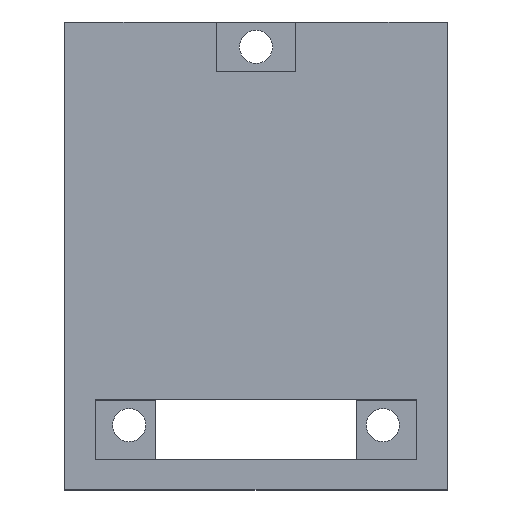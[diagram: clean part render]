
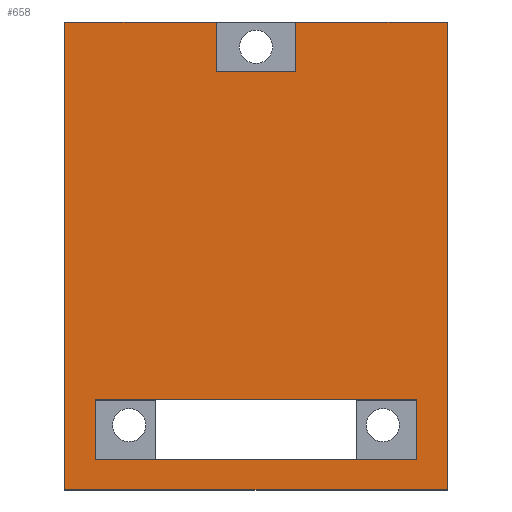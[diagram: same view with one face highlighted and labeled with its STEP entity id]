
A CAD part, top view. The second image highlights one B-rep face of the part: STEP entity #658.
In plain terms, the highlighted planar face has unit normal (0, 0, 1).
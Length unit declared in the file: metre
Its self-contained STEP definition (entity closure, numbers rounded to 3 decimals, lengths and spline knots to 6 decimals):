
#43=ORIENTED_EDGE('',*,*,#213,.T.);
#44=ORIENTED_EDGE('',*,*,#231,.T.);
#45=ORIENTED_EDGE('',*,*,#232,.T.);
#46=ORIENTED_EDGE('',*,*,#233,.F.);
#47=ORIENTED_EDGE('',*,*,#209,.T.);
#48=ORIENTED_EDGE('',*,*,#234,.T.);
#49=ORIENTED_EDGE('',*,*,#235,.F.);
#50=ORIENTED_EDGE('',*,*,#236,.F.);
#51=ORIENTED_EDGE('',*,*,#237,.F.);
#52=ORIENTED_EDGE('',*,*,#238,.F.);
#53=ORIENTED_EDGE('',*,*,#239,.T.);
#54=ORIENTED_EDGE('',*,*,#240,.T.);
#209=EDGE_CURVE('',#303,#304,#367,.T.);
#213=EDGE_CURVE('',#308,#307,#371,.T.);
#231=EDGE_CURVE('',#307,#325,#389,.T.);
#232=EDGE_CURVE('',#325,#326,#390,.T.);
#233=EDGE_CURVE('',#303,#326,#391,.T.);
#234=EDGE_CURVE('',#304,#327,#392,.T.);
#235=EDGE_CURVE('',#328,#327,#393,.T.);
#236=EDGE_CURVE('',#308,#328,#394,.T.);
#237=EDGE_CURVE('',#329,#330,#395,.T.);
#238=EDGE_CURVE('',#331,#329,#396,.T.);
#239=EDGE_CURVE('',#331,#332,#397,.T.);
#240=EDGE_CURVE('',#332,#330,#398,.T.);
#303=VERTEX_POINT('',#908);
#304=VERTEX_POINT('',#909);
#307=VERTEX_POINT('',#915);
#308=VERTEX_POINT('',#917);
#325=VERTEX_POINT('',#954);
#326=VERTEX_POINT('',#956);
#327=VERTEX_POINT('',#959);
#328=VERTEX_POINT('',#961);
#329=VERTEX_POINT('',#964);
#330=VERTEX_POINT('',#965);
#331=VERTEX_POINT('',#967);
#332=VERTEX_POINT('',#969);
#367=LINE('',#907,#455);
#371=LINE('',#916,#459);
#389=LINE('',#953,#477);
#390=LINE('',#955,#478);
#391=LINE('',#957,#479);
#392=LINE('',#958,#480);
#393=LINE('',#960,#481);
#394=LINE('',#962,#482);
#395=LINE('',#963,#483);
#396=LINE('',#966,#484);
#397=LINE('',#968,#485);
#398=LINE('',#970,#486);
#455=VECTOR('',#743,1.);
#459=VECTOR('',#747,1.);
#477=VECTOR('',#769,1.);
#478=VECTOR('',#770,1.);
#479=VECTOR('',#771,1.);
#480=VECTOR('',#772,1.);
#481=VECTOR('',#773,1.);
#482=VECTOR('',#774,1.);
#483=VECTOR('',#775,1.);
#484=VECTOR('',#776,1.);
#485=VECTOR('',#777,1.);
#486=VECTOR('',#778,1.);
#545=EDGE_LOOP('',(#43,#44,#45,#46,#47,#48,#49,#50));
#546=EDGE_LOOP('',(#51,#52,#53,#54));
#587=FACE_BOUND('',#545,.T.);
#588=FACE_BOUND('',#546,.T.);
#629=PLANE('',#703);
#658=ADVANCED_FACE('',(#587,#588),#629,.T.);
#703=AXIS2_PLACEMENT_3D('',#952,#767,#768);
#743=DIRECTION('',(-1.,0.,0.));
#747=DIRECTION('',(-1.,0.,0.));
#767=DIRECTION('',(0.,0.,1.));
#768=DIRECTION('',(1.,0.,0.));
#769=DIRECTION('',(0.,-1.,0.));
#770=DIRECTION('',(-1.,0.,0.));
#771=DIRECTION('',(0.,-1.,0.));
#772=DIRECTION('',(0.,-1.,0.));
#773=DIRECTION('',(-1.,0.,0.));
#774=DIRECTION('',(0.,-1.,0.));
#775=DIRECTION('',(0.,-1.,0.));
#776=DIRECTION('',(-1.,0.,0.));
#777=DIRECTION('',(0.,-1.,0.));
#778=DIRECTION('',(-1.,0.,0.));
#907=CARTESIAN_POINT('',(-0.046614,0.020584,0.007));
#908=CARTESIAN_POINT('',(-0.050564,0.020584,0.007));
#909=CARTESIAN_POINT('',(-0.065614,0.020584,0.007));
#915=CARTESIAN_POINT('',(-0.042664,0.020584,0.007));
#916=CARTESIAN_POINT('',(-0.046614,0.020584,0.007));
#917=CARTESIAN_POINT('',(-0.027614,0.020584,0.007));
#952=CARTESIAN_POINT('',(-0.046614,-0.002666,0.007));
#953=CARTESIAN_POINT('',(-0.042664,0.018134,0.007));
#954=CARTESIAN_POINT('',(-0.042664,0.015684,0.007));
#955=CARTESIAN_POINT('',(-0.046614,0.015684,0.007));
#956=CARTESIAN_POINT('',(-0.050564,0.015684,0.007));
#957=CARTESIAN_POINT('',(-0.050564,0.018134,0.007));
#958=CARTESIAN_POINT('',(-0.065614,-0.000666,0.007));
#959=CARTESIAN_POINT('',(-0.065614,-0.025916,0.007));
#960=CARTESIAN_POINT('',(-0.046614,-0.025916,0.007));
#961=CARTESIAN_POINT('',(-0.027614,-0.025916,0.007));
#962=CARTESIAN_POINT('',(-0.027614,-0.000666,0.007));
#963=CARTESIAN_POINT('',(-0.062614,-0.019466,0.007));
#964=CARTESIAN_POINT('',(-0.062614,-0.016916,0.007));
#965=CARTESIAN_POINT('',(-0.062614,-0.022916,0.007));
#966=CARTESIAN_POINT('',(-0.046614,-0.016916,0.007));
#967=CARTESIAN_POINT('',(-0.030614,-0.016916,0.007));
#968=CARTESIAN_POINT('',(-0.030614,-0.000666,0.007));
#969=CARTESIAN_POINT('',(-0.030614,-0.022916,0.007));
#970=CARTESIAN_POINT('',(-0.033614,-0.022916,0.007));
